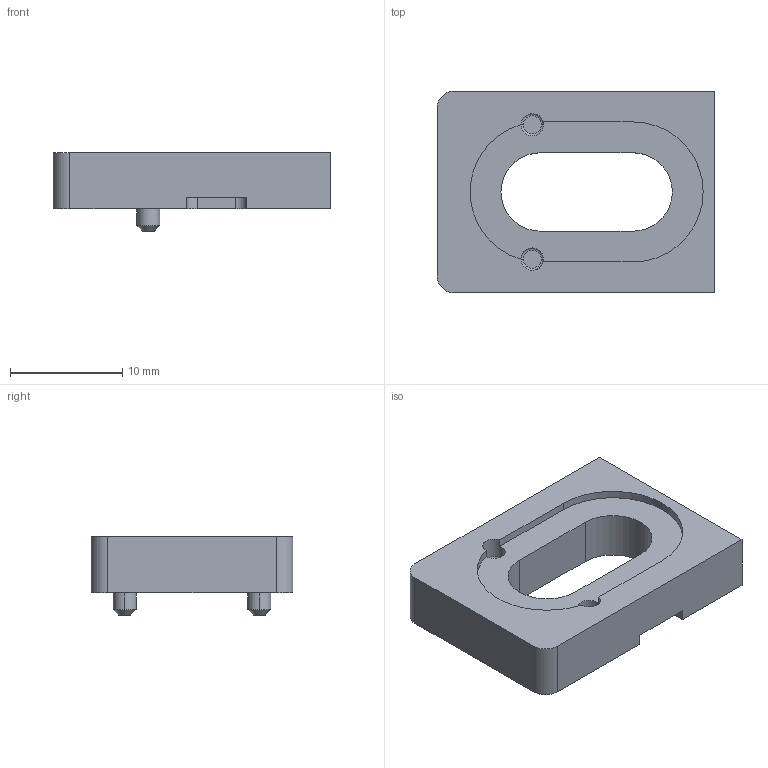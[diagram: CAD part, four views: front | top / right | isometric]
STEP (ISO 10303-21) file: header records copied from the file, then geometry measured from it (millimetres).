
FILE_DESCRIPTION (( 'STEP AP214' ), '1' );
FILE_NAME ('02_3D_Step_Files094105csg.step', '2023-03-30T16:55:52', ( '' ), ( '' ), 'SwSTEP 2.0', 'SolidWorks 2022', '' );
FILE_SCHEMA (( 'AUTOMOTIVE_DESIGN' ));
Length unit declared in the file: millimetre
Products named in the file (1): 02_3D_Step_Files094105csg
Bounding box: 24.8 x 18 x 7 mm (x, y, z)
Volume: 1625.4 mm3; surface area: 1372.9 mm2
Topology: 1 solids, 1 shells, 51 faces, 130 edges, 84 vertices
Faces by surface type: plane 23, cylinder 20, torus 4, cone 4
Entity records: 1594 total; most frequent: DIRECTION 290, CARTESIAN_POINT 266, ORIENTED_EDGE 260, EDGE_CURVE 130, AXIS2_PLACEMENT_3D 108, VERTEX_POINT 84, LINE 74, VECTOR 74
